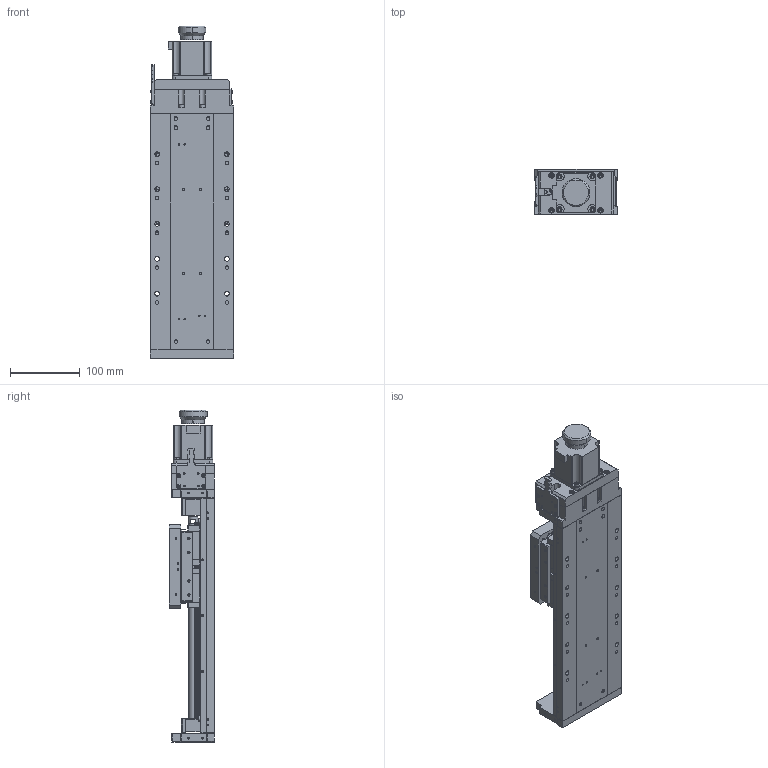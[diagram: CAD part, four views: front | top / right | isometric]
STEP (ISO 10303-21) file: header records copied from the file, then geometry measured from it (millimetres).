
FILE_DESCRIPTION (( 'STEP AP203' ), '1' );
FILE_NAME ('PA150.step', '2019-05-06T08:16:25', ( '' ), ( '' ), 'SwSTEP 2.0', 'SolidWorks 2017', '' );
FILE_SCHEMA (( 'CONFIG_CONTROL_DESIGN' ));
Length unit declared in the file: millimetre
Products named in the file (1): PA150
Bounding box: 120 x 65 x 475.5 mm (x, y, z)
Surface area: 316163.4 mm2 (no closed solid volume)
Topology: 0 solids, 126 shells, 1429 faces, 5501 edges, 4055 vertices
Faces by surface type: plane 790, cylinder 463, torus 100, cone 42, sphere 34
Entity records: 58597 total; most frequent: CARTESIAN_POINT 11882, DIRECTION 10052, ORIENTED_EDGE 8267, EDGE_CURVE 5429, VERTEX_POINT 4027, LINE 3418, VECTOR 3418, AXIS2_PLACEMENT_3D 3317
